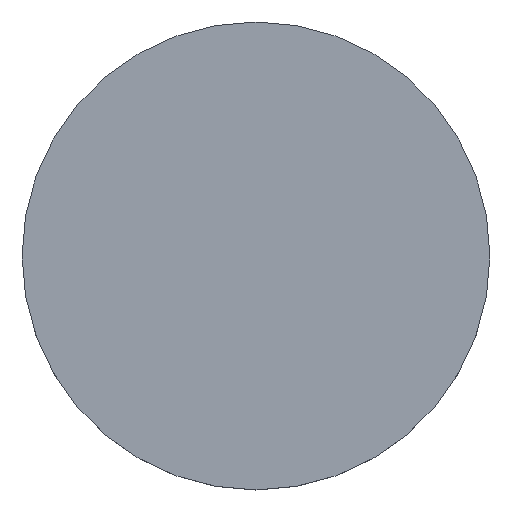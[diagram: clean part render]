
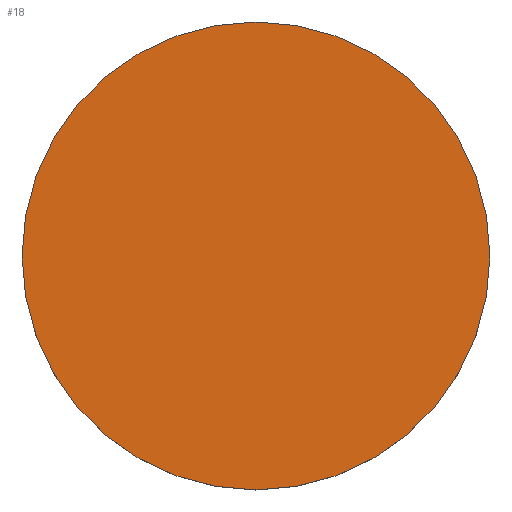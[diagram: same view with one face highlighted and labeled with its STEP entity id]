
A CAD part, top view. The second image highlights one B-rep face of the part: STEP entity #18.
In plain terms, the highlighted planar face has unit normal (0, 0, 1).
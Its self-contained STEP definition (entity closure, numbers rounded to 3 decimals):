
#10 = CARTESIAN_POINT ( 'NONE',  ( 72.41, 41.042, 2.3 ) ) ;
#18 = ADVANCED_FACE ( 'NONE', ( #108 ), #70, .T. ) ;
#20 = DIRECTION ( 'NONE',  ( 1., 0., 0. ) ) ;
#21 = DIRECTION ( 'NONE',  ( 0., 0., 1. ) ) ;
#24 = AXIS2_PLACEMENT_3D ( 'NONE', #10, #113, #20 ) ;
#31 = DIRECTION ( 'NONE',  ( 1., 0., 0. ) ) ;
#32 = CARTESIAN_POINT ( 'NONE',  ( 62.41, 41.042, 2.3 ) ) ;
#35 = VERTEX_POINT ( 'NONE', #68 ) ;
#39 = CARTESIAN_POINT ( 'NONE',  ( 72.41, 41.042, 2.3 ) ) ;
#44 = CIRCLE ( 'NONE', #24, 10. ) ;
#51 = ORIENTED_EDGE ( 'NONE', *, *, #83, .T. ) ;
#53 = AXIS2_PLACEMENT_3D ( 'NONE', #139, #91, #127 ) ;
#68 = CARTESIAN_POINT ( 'NONE',  ( 82.41, 41.042, 2.3 ) ) ;
#70 = PLANE ( 'NONE',  #86 ) ;
#71 = EDGE_CURVE ( 'NONE', #35, #97, #44, .T. ) ;
#72 = CIRCLE ( 'NONE', #53, 10. ) ;
#83 = EDGE_CURVE ( 'NONE', #97, #35, #72, .T. ) ;
#86 = AXIS2_PLACEMENT_3D ( 'NONE', #39, #21, #31 ) ;
#91 = DIRECTION ( 'NONE',  ( 0., 0., 1. ) ) ;
#97 = VERTEX_POINT ( 'NONE', #32 ) ;
#108 = FACE_OUTER_BOUND ( 'NONE', #114, .T. ) ;
#113 = DIRECTION ( 'NONE',  ( 0., 0., 1. ) ) ;
#114 = EDGE_LOOP ( 'NONE', ( #51, #126 ) ) ;
#126 = ORIENTED_EDGE ( 'NONE', *, *, #71, .T. ) ;
#127 = DIRECTION ( 'NONE',  ( 1., 0., 0. ) ) ;
#139 = CARTESIAN_POINT ( 'NONE',  ( 72.41, 41.042, 2.3 ) ) ;
